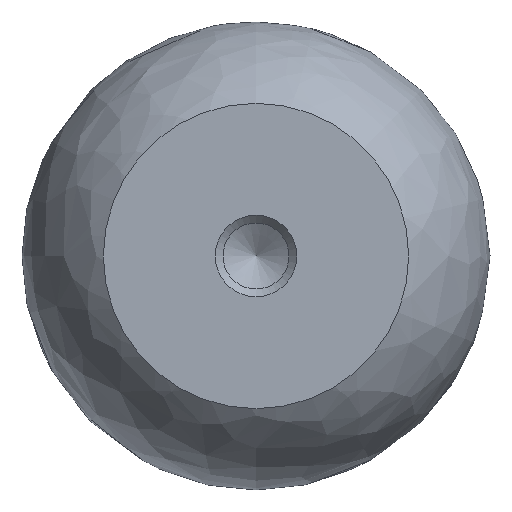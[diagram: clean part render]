
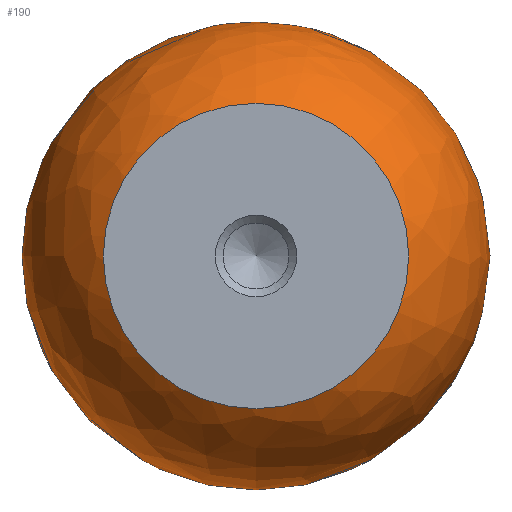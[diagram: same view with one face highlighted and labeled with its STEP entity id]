
A CAD part, front view. The second image highlights one B-rep face of the part: STEP entity #190.
In plain terms, the highlighted free-form (B-spline) face has degree [2, 2] with [5, 9] control points.
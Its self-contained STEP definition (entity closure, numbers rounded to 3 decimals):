
#17=(
BOUNDED_SURFACE()
B_SPLINE_SURFACE(2,2,((#349,#350,#351,#352,#353,#354,#355,#356,#357),(#358,
#359,#360,#361,#362,#363,#364,#365,#366),(#367,#368,#369,#370,#371,#372,
#373,#374,#375),(#376,#377,#378,#379,#380,#381,#382,#383,#384),(#385,#386,
#387,#388,#389,#390,#391,#392,#393)),.UNSPECIFIED.,.F.,.T.,.F.)
B_SPLINE_SURFACE_WITH_KNOTS((3,2,3),(3,2,2,2,3),(-1.346,-0.021,
1.304),(-3.142,-1.571,0.,1.571,
3.142),.UNSPECIFIED.)
GEOMETRIC_REPRESENTATION_ITEM()
RATIONAL_B_SPLINE_SURFACE(((1.,0.707,1.,0.707,1.,
0.707,1.,0.707,1.),(0.789,0.558,
0.789,0.558,0.789,0.558,
0.789,0.558,0.789),(1.,0.707,
1.,0.707,1.,0.707,1.,0.707,1.),(0.789,
0.558,0.789,0.558,0.789,
0.558,0.789,0.558,0.789),
(1.,0.707,1.,0.707,1.,0.707,1.,0.707,
1.)))
REPRESENTATION_ITEM('')
SURFACE()
);
#29=FACE_OUTER_BOUND('',#41,.T.);
#41=EDGE_LOOP('',(#149,#150,#151,#152));
#64=CIRCLE('',#227,3.916);
#70=CIRCLE('',#234,10.3);
#71=CIRCLE('',#235,3.5);
#86=VERTEX_POINT('',#336);
#91=VERTEX_POINT('',#394);
#106=EDGE_CURVE('',#86,#86,#64,.T.);
#113=EDGE_CURVE('',#86,#91,#70,.T.);
#114=EDGE_CURVE('',#91,#91,#71,.T.);
#149=ORIENTED_EDGE('',*,*,#106,.F.);
#150=ORIENTED_EDGE('',*,*,#113,.T.);
#151=ORIENTED_EDGE('',*,*,#114,.T.);
#152=ORIENTED_EDGE('',*,*,#113,.F.);
#190=ADVANCED_FACE('',(#29),#17,.F.);
#227=AXIS2_PLACEMENT_3D('',#337,#270,#271);
#234=AXIS2_PLACEMENT_3D('',#395,#285,#286);
#235=AXIS2_PLACEMENT_3D('',#396,#287,#288);
#270=DIRECTION('center_axis',(0.,-1.,0.));
#271=DIRECTION('ref_axis',(1.,0.,0.));
#285=DIRECTION('center_axis',(-1.,0.,0.));
#286=DIRECTION('ref_axis',(0.,0.,1.));
#287=DIRECTION('center_axis',(0.,-1.,0.));
#288=DIRECTION('ref_axis',(1.,0.,0.));
#336=CARTESIAN_POINT('',(0.,12.604,3.916));
#337=CARTESIAN_POINT('Origin',(0.,12.604,0.));
#349=CARTESIAN_POINT('Ctrl Pts',(0.,32.58,3.5));
#350=CARTESIAN_POINT('Ctrl Pts',(-3.5,32.58,3.5));
#351=CARTESIAN_POINT('Ctrl Pts',(-3.5,32.58,0.));
#352=CARTESIAN_POINT('Ctrl Pts',(-3.5,32.58,-3.5));
#353=CARTESIAN_POINT('Ctrl Pts',(0.,32.58,-3.5));
#354=CARTESIAN_POINT('Ctrl Pts',(3.5,32.58,-3.5));
#355=CARTESIAN_POINT('Ctrl Pts',(3.5,32.58,0.));
#356=CARTESIAN_POINT('Ctrl Pts',(3.5,32.58,3.5));
#357=CARTESIAN_POINT('Ctrl Pts',(0.,32.58,3.5));
#358=CARTESIAN_POINT('Ctrl Pts',(0.,30.786,11.33));
#359=CARTESIAN_POINT('Ctrl Pts',(-11.33,30.786,11.33));
#360=CARTESIAN_POINT('Ctrl Pts',(-11.33,30.786,0.));
#361=CARTESIAN_POINT('Ctrl Pts',(-11.33,30.786,-11.33));
#362=CARTESIAN_POINT('Ctrl Pts',(0.,30.786,-11.33));
#363=CARTESIAN_POINT('Ctrl Pts',(11.33,30.786,-11.33));
#364=CARTESIAN_POINT('Ctrl Pts',(11.33,30.786,0.));
#365=CARTESIAN_POINT('Ctrl Pts',(11.33,30.786,11.33));
#366=CARTESIAN_POINT('Ctrl Pts',(0.,30.786,11.33));
#367=CARTESIAN_POINT('Ctrl Pts',(0.,22.754,11.498));
#368=CARTESIAN_POINT('Ctrl Pts',(-11.498,22.754,11.498));
#369=CARTESIAN_POINT('Ctrl Pts',(-11.498,22.754,0.));
#370=CARTESIAN_POINT('Ctrl Pts',(-11.498,22.754,-11.498));
#371=CARTESIAN_POINT('Ctrl Pts',(0.,22.754,-11.498));
#372=CARTESIAN_POINT('Ctrl Pts',(11.498,22.754,-11.498));
#373=CARTESIAN_POINT('Ctrl Pts',(11.498,22.754,0.));
#374=CARTESIAN_POINT('Ctrl Pts',(11.498,22.754,11.498));
#375=CARTESIAN_POINT('Ctrl Pts',(0.,22.754,11.498));
#376=CARTESIAN_POINT('Ctrl Pts',(0.,14.723,11.665));
#377=CARTESIAN_POINT('Ctrl Pts',(-11.665,14.723,11.665));
#378=CARTESIAN_POINT('Ctrl Pts',(-11.665,14.723,0.));
#379=CARTESIAN_POINT('Ctrl Pts',(-11.665,14.723,-11.665));
#380=CARTESIAN_POINT('Ctrl Pts',(0.,14.723,-11.665));
#381=CARTESIAN_POINT('Ctrl Pts',(11.665,14.723,-11.665));
#382=CARTESIAN_POINT('Ctrl Pts',(11.665,14.723,0.));
#383=CARTESIAN_POINT('Ctrl Pts',(11.665,14.723,11.665));
#384=CARTESIAN_POINT('Ctrl Pts',(0.,14.723,11.665));
#385=CARTESIAN_POINT('Ctrl Pts',(0.,12.604,3.916));
#386=CARTESIAN_POINT('Ctrl Pts',(-3.916,12.604,3.916));
#387=CARTESIAN_POINT('Ctrl Pts',(-3.916,12.604,0.));
#388=CARTESIAN_POINT('Ctrl Pts',(-3.916,12.604,-3.916));
#389=CARTESIAN_POINT('Ctrl Pts',(0.,12.604,-3.916));
#390=CARTESIAN_POINT('Ctrl Pts',(3.916,12.604,-3.916));
#391=CARTESIAN_POINT('Ctrl Pts',(3.916,12.604,0.));
#392=CARTESIAN_POINT('Ctrl Pts',(3.916,12.604,3.916));
#393=CARTESIAN_POINT('Ctrl Pts',(0.,12.604,3.916));
#394=CARTESIAN_POINT('',(0.,32.58,3.5));
#395=CARTESIAN_POINT('Origin',(0.,22.54,1.2));
#396=CARTESIAN_POINT('Origin',(0.,32.58,0.));
